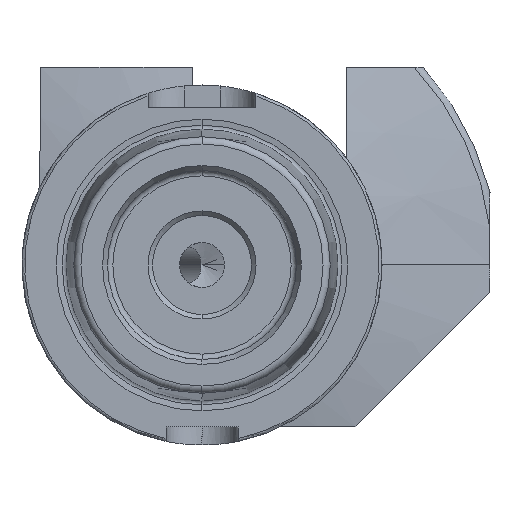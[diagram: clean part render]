
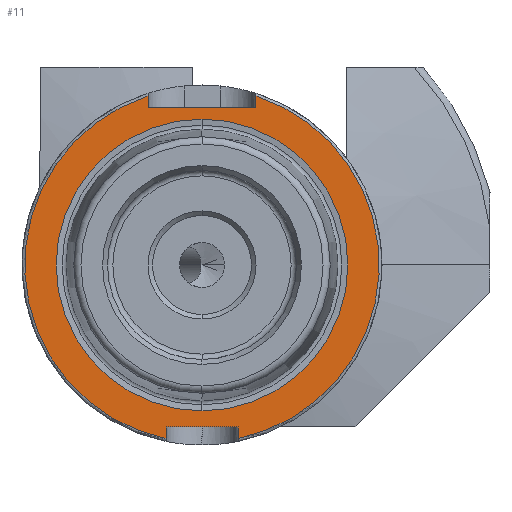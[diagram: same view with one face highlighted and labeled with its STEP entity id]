
A CAD part, left-side view. The second image highlights one B-rep face of the part: STEP entity #11.
In plain terms, the highlighted planar face has unit normal (-1, 0, 0).
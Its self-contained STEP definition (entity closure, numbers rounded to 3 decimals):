
#11 = ADVANCED_FACE ( 'NONE', ( #3512, #3507 ), #1769, .F. ) ;
#280 = CARTESIAN_POINT ( 'NONE',  ( 0., 0., 0. ) ) ;
#281 = DIRECTION ( 'NONE',  ( -1., 0., 0. ) ) ;
#282 = DIRECTION ( 'NONE',  ( 0., 0., 1. ) ) ;
#622 = CARTESIAN_POINT ( 'NONE',  ( 0., 0., 0. ) ) ;
#623 = DIRECTION ( 'NONE',  ( -1., 0., 0. ) ) ;
#624 = DIRECTION ( 'NONE',  ( 0., 0., 1. ) ) ;
#1067 = CARTESIAN_POINT ( 'NONE',  ( 0., 0., -16.207 ) ) ;
#1104 = CARTESIAN_POINT ( 'NONE',  ( 0., 0., 16.207 ) ) ;
#1169 = CARTESIAN_POINT ( 'NONE',  ( 0., 4., -19.29 ) ) ;
#1170 = CARTESIAN_POINT ( 'NONE',  ( 0., 6., 17.5 ) ) ;
#1173 = CARTESIAN_POINT ( 'NONE',  ( 0., -6., 17.5 ) ) ;
#1174 = CARTESIAN_POINT ( 'NONE',  ( 0., 4., -18. ) ) ;
#1176 = CARTESIAN_POINT ( 'NONE',  ( 0., -4., -18. ) ) ;
#1201 = CARTESIAN_POINT ( 'NONE',  ( 0., -6., 18.764 ) ) ;
#1206 = CARTESIAN_POINT ( 'NONE',  ( 0., -4., -19.29 ) ) ;
#1214 = CARTESIAN_POINT ( 'NONE',  ( 0., 6., 18.764 ) ) ;
#1323 = CARTESIAN_POINT ( 'NONE',  ( 0., 4., 0. ) ) ;
#1324 = CARTESIAN_POINT ( 'NONE',  ( 0., 0., 0. ) ) ;
#1325 = DIRECTION ( 'NONE',  ( -1., 0., 0. ) ) ;
#1326 = DIRECTION ( 'NONE',  ( 0., 0., 1. ) ) ;
#1327 = DIRECTION ( 'NONE',  ( 0., 0., 1. ) ) ;
#1328 = CARTESIAN_POINT ( 'NONE',  ( 0., 19.7, -18. ) ) ;
#1329 = DIRECTION ( 'NONE',  ( 0., -1., 0. ) ) ;
#1330 = CARTESIAN_POINT ( 'NONE',  ( 0., 6., 17.5 ) ) ;
#1331 = CARTESIAN_POINT ( 'NONE',  ( 0., -6., 0. ) ) ;
#1338 = CARTESIAN_POINT ( 'NONE',  ( 0., -4., 0. ) ) ;
#1339 = DIRECTION ( 'NONE',  ( 0., 0., -1. ) ) ;
#1340 = CARTESIAN_POINT ( 'NONE',  ( 0., 6., 0. ) ) ;
#1342 = DIRECTION ( 'NONE',  ( 0., 0., -1. ) ) ;
#1343 = DIRECTION ( 'NONE',  ( 0., -1., 0. ) ) ;
#1345 = DIRECTION ( 'NONE',  ( 0., 0., 1. ) ) ;
#1510 = DIRECTION ( 'NONE',  ( 0., 0., -1. ) ) ;
#1517 = DIRECTION ( 'NONE',  ( 1., 0., 0. ) ) ;
#1769 = PLANE ( 'NONE',  #3776 ) ;
#1776 = CARTESIAN_POINT ( 'NONE',  ( 0., 19.7, 0. ) ) ;
#1781 = EDGE_CURVE ( 'NONE', #2507, #2470, #4281, .T. ) ;
#1785 = EDGE_CURVE ( 'NONE', #2617, #2572, #4283, .T. ) ;
#1786 = EDGE_CURVE ( 'NONE', #2572, #2577, #4284, .T. ) ;
#1787 = EDGE_CURVE ( 'NONE', #2577, #2579, #4285, .T. ) ;
#1789 = EDGE_CURVE ( 'NONE', #2579, #2609, #4290, .T. ) ;
#1790 = EDGE_CURVE ( 'NONE', #2617, #2573, #4288, .T. ) ;
#1791 = EDGE_CURVE ( 'NONE', #2573, #2576, #4286, .T. ) ;
#1792 = EDGE_CURVE ( 'NONE', #2576, #2604, #4292, .T. ) ;
#1893 = EDGE_CURVE ( 'NONE', #2470, #2507, #4424, .T. ) ;
#2069 = EDGE_CURVE ( 'NONE', #2609, #2604, #5631, .T. ) ;
#2360 = EDGE_LOOP ( 'NONE', ( #3457, #3458 ) ) ;
#2382 = EDGE_LOOP ( 'NONE', ( #3459, #3460, #3461, #3462, #3463, #3464, #3465, #3466 ) ) ;
#2470 = VERTEX_POINT ( 'NONE', #1067 ) ;
#2507 = VERTEX_POINT ( 'NONE', #1104 ) ;
#2572 = VERTEX_POINT ( 'NONE', #1169 ) ;
#2573 = VERTEX_POINT ( 'NONE', #1170 ) ;
#2576 = VERTEX_POINT ( 'NONE', #1173 ) ;
#2577 = VERTEX_POINT ( 'NONE', #1174 ) ;
#2579 = VERTEX_POINT ( 'NONE', #1176 ) ;
#2604 = VERTEX_POINT ( 'NONE', #1201 ) ;
#2609 = VERTEX_POINT ( 'NONE', #1206 ) ;
#2617 = VERTEX_POINT ( 'NONE', #1214 ) ;
#3330 = CARTESIAN_POINT ( 'NONE',  ( 0., 0., 0. ) ) ;
#3331 = DIRECTION ( 'NONE',  ( -1., 0., 0. ) ) ;
#3332 = DIRECTION ( 'NONE',  ( 0., 0., 1. ) ) ;
#3457 = ORIENTED_EDGE ( 'NONE', *, *, #1781, .F. ) ;
#3458 = ORIENTED_EDGE ( 'NONE', *, *, #1893, .F. ) ;
#3459 = ORIENTED_EDGE ( 'NONE', *, *, #1792, .F. ) ;
#3460 = ORIENTED_EDGE ( 'NONE', *, *, #1791, .F. ) ;
#3461 = ORIENTED_EDGE ( 'NONE', *, *, #1790, .F. ) ;
#3462 = ORIENTED_EDGE ( 'NONE', *, *, #1785, .T. ) ;
#3463 = ORIENTED_EDGE ( 'NONE', *, *, #1786, .T. ) ;
#3464 = ORIENTED_EDGE ( 'NONE', *, *, #1787, .T. ) ;
#3465 = ORIENTED_EDGE ( 'NONE', *, *, #1789, .T. ) ;
#3466 = ORIENTED_EDGE ( 'NONE', *, *, #2069, .T. ) ;
#3507 = FACE_OUTER_BOUND ( 'NONE', #2382, .T. ) ;
#3512 = FACE_BOUND ( 'NONE', #2360, .T. ) ;
#3776 = AXIS2_PLACEMENT_3D ( 'NONE', #1776, #1517, #1510 ) ;
#3937 = AXIS2_PLACEMENT_3D ( 'NONE', #3330, #3331, #3332 ) ;
#3938 = AXIS2_PLACEMENT_3D ( 'NONE', #1324, #1325, #1326 ) ;
#3992 = AXIS2_PLACEMENT_3D ( 'NONE', #280, #281, #282 ) ;
#4084 = AXIS2_PLACEMENT_3D ( 'NONE', #622, #623, #624 ) ;
#4281 = CIRCLE ( 'NONE', #3937, 16.207 ) ;
#4283 = CIRCLE ( 'NONE', #3938, 19.7 ) ;
#4284 = LINE ( 'NONE', #1323, #4287 ) ;
#4285 = LINE ( 'NONE', #1328, #4289 ) ;
#4286 = LINE ( 'NONE', #1330, #4295 ) ;
#4287 = VECTOR ( 'NONE', #1327, 1000. ) ;
#4288 = LINE ( 'NONE', #1340, #4293 ) ;
#4289 = VECTOR ( 'NONE', #1329, 1000. ) ;
#4290 = LINE ( 'NONE', #1338, #4291 ) ;
#4291 = VECTOR ( 'NONE', #1339, 1000. ) ;
#4292 = LINE ( 'NONE', #1331, #4297 ) ;
#4293 = VECTOR ( 'NONE', #1342, 1000. ) ;
#4295 = VECTOR ( 'NONE', #1343, 1000. ) ;
#4297 = VECTOR ( 'NONE', #1345, 1000. ) ;
#4424 = CIRCLE ( 'NONE', #3992, 16.207 ) ;
#5631 = CIRCLE ( 'NONE', #4084, 19.7 ) ;
